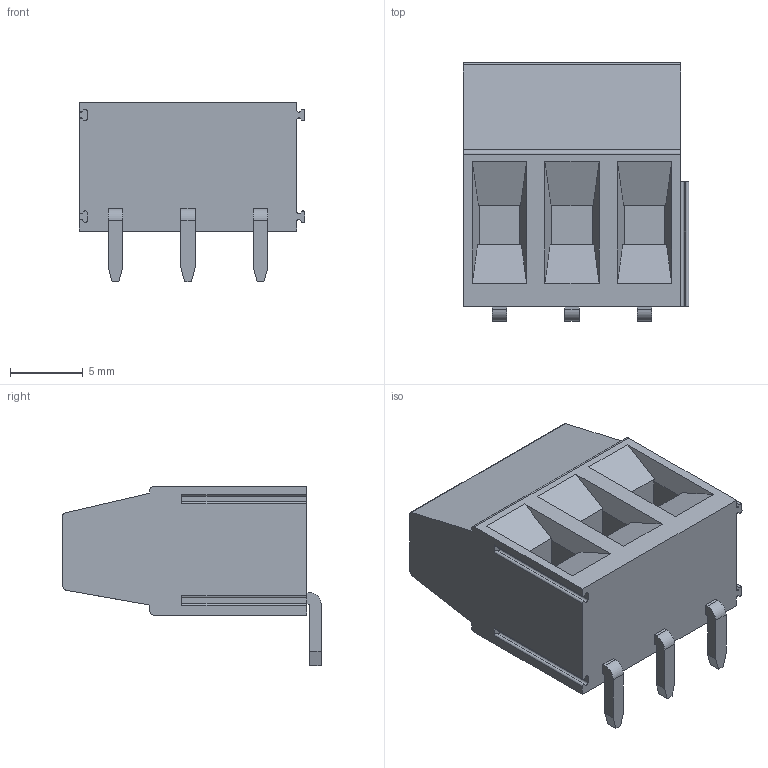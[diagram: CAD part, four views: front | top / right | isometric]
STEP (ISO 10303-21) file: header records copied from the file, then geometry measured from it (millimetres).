
FILE_DESCRIPTION(('STEP AP214'),'1');
FILE_NAME('MVE253-5-H.stp','2023-06-20T07:09:04',(' '),(' '),'Spatial InterOp 3D',' ',' ');
FILE_SCHEMA(('AUTOMOTIVE_DESIGN { 1 0 10303 214 1 1 1 1 }'));
Length unit declared in the file: metre
Products named in the file (1): 1687244690
Bounding box: 15.55 x 17.8 x 12.4 mm (x, y, z)
Volume: 1749.9 mm3; surface area: 1601.1 mm2
Topology: 1 solids, 1 shells, 181 faces, 479 edges, 319 vertices
Faces by surface type: plane 136, cylinder 41, cone 3, extrusion 1
Full cylindrical faces by diameter (mm): 2.6 x3, 2.85 x3, 3.8 x3, 4 x3
Entity records: 6938 total; most frequent: CARTESIAN_POINT 977, ORIENTED_EDGE 916, DIRECTION 913, EDGE_CURVE 458, VECTOR 359, LINE 358, VERTEX_POINT 313, AXIS2_PLACEMENT_3D 277
